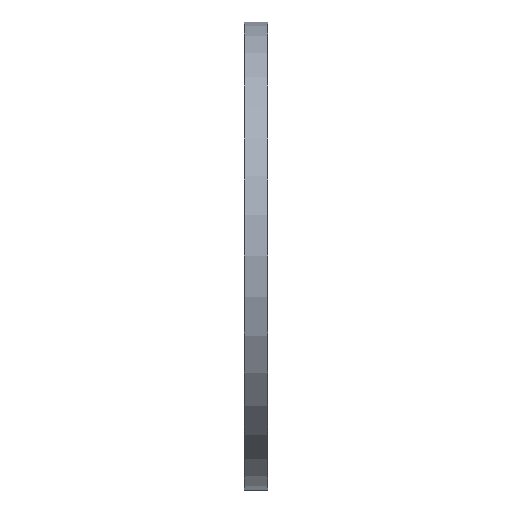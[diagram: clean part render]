
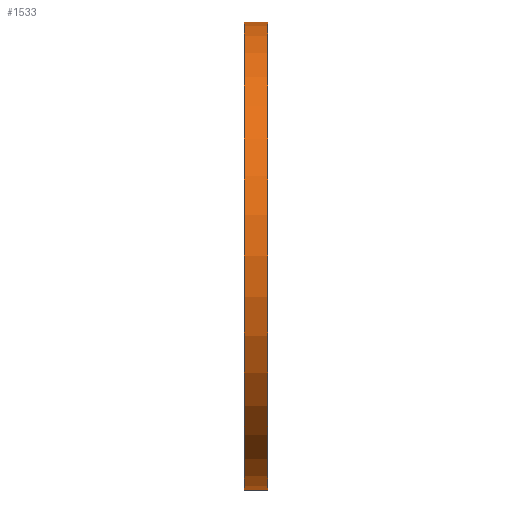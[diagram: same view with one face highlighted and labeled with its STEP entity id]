
A CAD part, left-side view. The second image highlights one B-rep face of the part: STEP entity #1533.
In plain terms, the highlighted cylindrical face has radius 60 mm (diameter 120 mm), a partial arc.
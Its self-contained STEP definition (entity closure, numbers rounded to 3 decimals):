
#62 = EDGE_CURVE ( 'NONE', #5219, #2983, #7530, .T. ) ;
#241 = CARTESIAN_POINT ( 'NONE',  ( 0., 6., 60. ) ) ;
#516 = DIRECTION ( 'NONE',  ( 0., 1., 0. ) ) ;
#1533 = ADVANCED_FACE ( 'NONE', ( #3513 ), #6285, .T. ) ;
#2010 = DIRECTION ( 'NONE',  ( 0., 1., 0. ) ) ;
#2924 = LINE ( 'NONE', #8250, #3848 ) ;
#2983 = VERTEX_POINT ( 'NONE', #241 ) ;
#3403 = ORIENTED_EDGE ( 'NONE', *, *, #10717, .F. ) ;
#3451 = AXIS2_PLACEMENT_3D ( 'NONE', #4349, #516, #7324 ) ;
#3513 = FACE_OUTER_BOUND ( 'NONE', #4417, .T. ) ;
#3602 = LINE ( 'NONE', #9962, #7293 ) ;
#3799 = ORIENTED_EDGE ( 'NONE', *, *, #4276, .T. ) ;
#3848 = VECTOR ( 'NONE', #12305, 1000. ) ;
#3872 = VERTEX_POINT ( 'NONE', #11383 ) ;
#4000 = CARTESIAN_POINT ( 'NONE',  ( 0., 0., 0. ) ) ;
#4276 = EDGE_CURVE ( 'NONE', #11297, #3872, #9655, .T. ) ;
#4349 = CARTESIAN_POINT ( 'NONE',  ( 0., 6., 0. ) ) ;
#4417 = EDGE_LOOP ( 'NONE', ( #3403, #7883, #8870, #3799 ) ) ;
#5219 = VERTEX_POINT ( 'NONE', #8677 ) ;
#5503 = CARTESIAN_POINT ( 'NONE',  ( 0., 6., 0. ) ) ;
#6285 = CYLINDRICAL_SURFACE ( 'NONE', #8243, 60. ) ;
#6460 = DIRECTION ( 'NONE',  ( 0., 0., -1. ) ) ;
#6761 = DIRECTION ( 'NONE',  ( 0., 0., 1. ) ) ;
#6995 = EDGE_CURVE ( 'NONE', #5219, #11297, #3602, .T. ) ;
#7293 = VECTOR ( 'NONE', #7326, 1000. ) ;
#7324 = DIRECTION ( 'NONE',  ( 0., 0., 1. ) ) ;
#7326 = DIRECTION ( 'NONE',  ( 0., -1., 0. ) ) ;
#7530 = CIRCLE ( 'NONE', #3451, 60. ) ;
#7883 = ORIENTED_EDGE ( 'NONE', *, *, #62, .F. ) ;
#8243 = AXIS2_PLACEMENT_3D ( 'NONE', #5503, #8526, #6460 ) ;
#8250 = CARTESIAN_POINT ( 'NONE',  ( 0., 6., 60. ) ) ;
#8526 = DIRECTION ( 'NONE',  ( 0., -1., 0. ) ) ;
#8677 = CARTESIAN_POINT ( 'NONE',  ( 0., 6., -60. ) ) ;
#8870 = ORIENTED_EDGE ( 'NONE', *, *, #6995, .T. ) ;
#9655 = CIRCLE ( 'NONE', #10911, 60. ) ;
#9962 = CARTESIAN_POINT ( 'NONE',  ( 0., 6., -60. ) ) ;
#10593 = CARTESIAN_POINT ( 'NONE',  ( 0., 0., -60. ) ) ;
#10717 = EDGE_CURVE ( 'NONE', #2983, #3872, #2924, .T. ) ;
#10911 = AXIS2_PLACEMENT_3D ( 'NONE', #4000, #2010, #6761 ) ;
#11297 = VERTEX_POINT ( 'NONE', #10593 ) ;
#11383 = CARTESIAN_POINT ( 'NONE',  ( 0., 0., 60. ) ) ;
#12305 = DIRECTION ( 'NONE',  ( 0., -1., 0. ) ) ;
